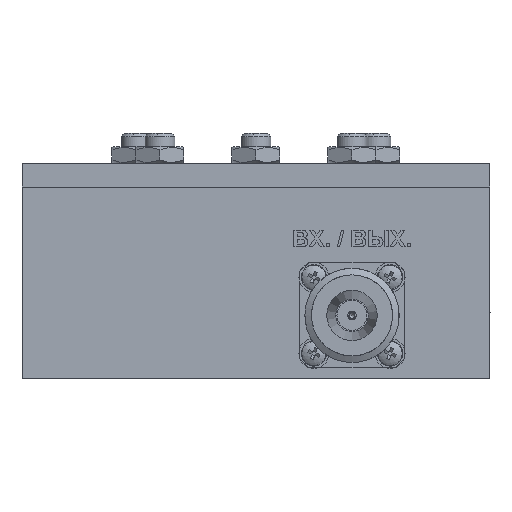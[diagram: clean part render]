
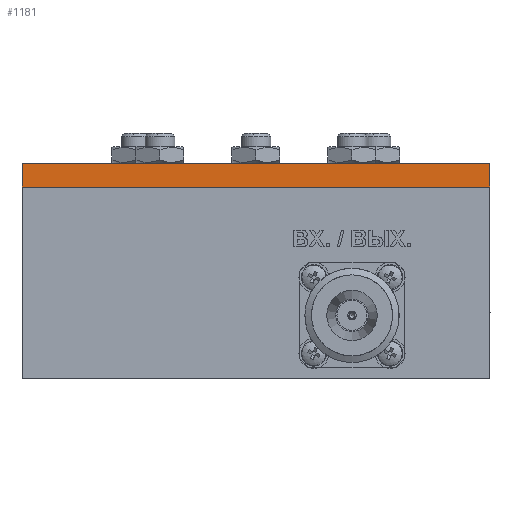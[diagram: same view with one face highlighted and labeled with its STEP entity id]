
A CAD part, left-side view. The second image highlights one B-rep face of the part: STEP entity #1181.
In plain terms, the highlighted planar face has unit normal (-1, 0, 0).
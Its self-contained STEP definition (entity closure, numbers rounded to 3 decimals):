
#1181=ADVANCED_FACE('',(#25127),#25129,.F.);
#25127=FACE_BOUND('',#25128,.T.);
#25128=EDGE_LOOP('',(#51144,#51145,#51146,#51147));
#25129=PLANE('',#25130);
#25130=AXIS2_PLACEMENT_3D('',#25131,#25132,#25133);
#25131=CARTESIAN_POINT('',(-23.,55.,36.));
#25132=DIRECTION('',(1.,0.,-0.));
#25133=DIRECTION('',(0.,1.,0.));
#51144=ORIENTED_EDGE('',*,*,#64258,.T.);
#51145=ORIENTED_EDGE('',*,*,#64251,.F.);
#51146=ORIENTED_EDGE('',*,*,#64259,.F.);
#51147=ORIENTED_EDGE('',*,*,#64256,.T.);
#64251=EDGE_CURVE('',#70903,#70898,#70905,.T.);
#64256=EDGE_CURVE('',#70913,#70911,#70914,.T.);
#64258=EDGE_CURVE('',#70911,#70898,#70916,.T.);
#64259=EDGE_CURVE('',#70913,#70903,#70917,.T.);
#70898=VERTEX_POINT('',#82148);
#70903=VERTEX_POINT('',#82157);
#70905=LINE('',#82161,#82162);
#70911=VERTEX_POINT('',#82175);
#70913=VERTEX_POINT('',#82179);
#70914=LINE('',#82180,#82181);
#70916=LINE('',#82186,#82187);
#70917=LINE('',#82189,#82190);
#82148=CARTESIAN_POINT('',(-23.,-23.,32.));
#82157=CARTESIAN_POINT('',(-23.,-23.,36.));
#82161=CARTESIAN_POINT('',(-23.,-23.,36.));
#82162=VECTOR('',#82163,1.);
#82163=DIRECTION('',(0.,0.,-1.));
#82175=CARTESIAN_POINT('',(-23.,55.,32.));
#82179=CARTESIAN_POINT('',(-23.,55.,36.));
#82180=CARTESIAN_POINT('',(-23.,55.,36.));
#82181=VECTOR('',#82182,1.);
#82182=DIRECTION('',(0.,0.,-1.));
#82186=CARTESIAN_POINT('',(-23.,55.,32.));
#82187=VECTOR('',#82188,1.);
#82188=DIRECTION('',(0.,-1.,0.));
#82189=CARTESIAN_POINT('',(-23.,55.,36.));
#82190=VECTOR('',#82191,1.);
#82191=DIRECTION('',(0.,-1.,0.));
